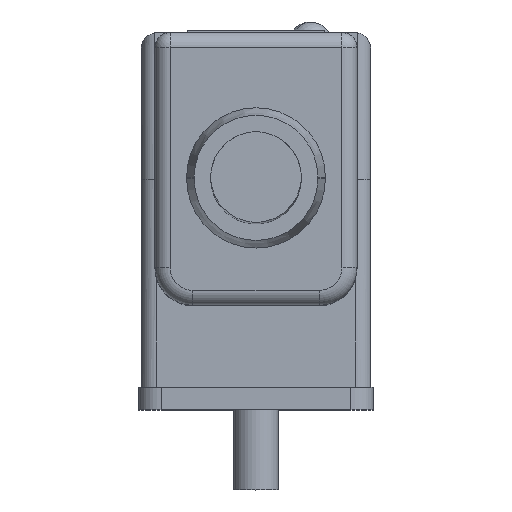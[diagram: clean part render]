
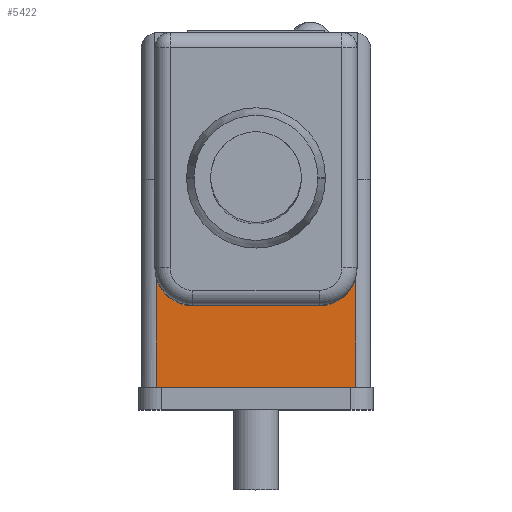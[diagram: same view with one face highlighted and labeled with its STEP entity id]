
A CAD part, top view. The second image highlights one B-rep face of the part: STEP entity #5422.
In plain terms, the highlighted planar face has unit normal (0, 0, 1).
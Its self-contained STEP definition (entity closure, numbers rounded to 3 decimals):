
#16 = VERTEX_POINT ( 'NONE', #15507 ) ;
#86 = CARTESIAN_POINT ( 'NONE',  ( -7.6, -9.4, 7.6 ) ) ;
#105 = EDGE_CURVE ( 'NONE', #13033, #11196, #10181, .T. ) ;
#1050 = VERTEX_POINT ( 'NONE', #4029 ) ;
#2192 = VERTEX_POINT ( 'NONE', #6499 ) ;
#2624 = LINE ( 'NONE', #12218, #10737 ) ;
#2789 = EDGE_CURVE ( 'NONE', #15045, #16, #12898, .T. ) ;
#3894 = DIRECTION ( 'NONE',  ( 1., 0., 0. ) ) ;
#4029 = CARTESIAN_POINT ( 'NONE',  ( -6.6, -14.8, 7.6 ) ) ;
#4348 = EDGE_CURVE ( 'NONE', #1050, #2192, #15517, .T. ) ;
#4442 = EDGE_CURVE ( 'NONE', #13033, #15045, #11030, .T. ) ;
#5267 = DIRECTION ( 'NONE',  ( -1., 0., 0. ) ) ;
#5422 = ADVANCED_FACE ( 'NONE', ( #13038 ), #15505, .T. ) ;
#5651 = AXIS2_PLACEMENT_3D ( 'NONE', #11498, #12975, #3894 ) ;
#5939 = VECTOR ( 'NONE', #6594, 1000. ) ;
#6499 = CARTESIAN_POINT ( 'NONE',  ( -6.6, -7.6, 7.6 ) ) ;
#6594 = DIRECTION ( 'NONE',  ( 0., -1., 0. ) ) ;
#6858 = DIRECTION ( 'NONE',  ( 0., 1., 0. ) ) ;
#7366 = ORIENTED_EDGE ( 'NONE', *, *, #4442, .T. ) ;
#9086 = DIRECTION ( 'NONE',  ( 0., 0., 1. ) ) ;
#9784 = ORIENTED_EDGE ( 'NONE', *, *, #4348, .F. ) ;
#10181 = LINE ( 'NONE', #14330, #5939 ) ;
#10367 = ORIENTED_EDGE ( 'NONE', *, *, #105, .F. ) ;
#10543 = CARTESIAN_POINT ( 'NONE',  ( 4.2, -9.4, 7.6 ) ) ;
#10603 = AXIS2_PLACEMENT_3D ( 'NONE', #12991, #9086, #14266 ) ;
#10737 = VECTOR ( 'NONE', #13374, 1000. ) ;
#10901 = DIRECTION ( 'NONE',  ( 1., 0., 0. ) ) ;
#11014 = CARTESIAN_POINT ( 'NONE',  ( 4.2, -6.9, 7.6 ) ) ;
#11030 = CIRCLE ( 'NONE', #16576, 2.5 ) ;
#11196 = VERTEX_POINT ( 'NONE', #15016 ) ;
#11498 = CARTESIAN_POINT ( 'NONE',  ( -4.2, -6.9, 7.6 ) ) ;
#11634 = ORIENTED_EDGE ( 'NONE', *, *, #16140, .T. ) ;
#11927 = CARTESIAN_POINT ( 'NONE',  ( 6.6, -7.6, 7.6 ) ) ;
#12081 = DIRECTION ( 'NONE',  ( 0., 0., -1. ) ) ;
#12218 = CARTESIAN_POINT ( 'NONE',  ( 0., -14.8, 7.6 ) ) ;
#12269 = ORIENTED_EDGE ( 'NONE', *, *, #2789, .T. ) ;
#12845 = EDGE_LOOP ( 'NONE', ( #7366, #12269, #11634, #9784, #12969, #10367 ) ) ;
#12898 = LINE ( 'NONE', #86, #13707 ) ;
#12969 = ORIENTED_EDGE ( 'NONE', *, *, #14174, .T. ) ;
#12975 = DIRECTION ( 'NONE',  ( 0., 0., -1. ) ) ;
#12991 = CARTESIAN_POINT ( 'NONE',  ( -7.6, 0., 7.6 ) ) ;
#13033 = VERTEX_POINT ( 'NONE', #11927 ) ;
#13038 = FACE_OUTER_BOUND ( 'NONE', #12845, .T. ) ;
#13374 = DIRECTION ( 'NONE',  ( 1., 0., 0. ) ) ;
#13707 = VECTOR ( 'NONE', #5267, 1000. ) ;
#13906 = VECTOR ( 'NONE', #6858, 1000. ) ;
#14174 = EDGE_CURVE ( 'NONE', #1050, #11196, #2624, .T. ) ;
#14266 = DIRECTION ( 'NONE',  ( 1., 0., 0. ) ) ;
#14330 = CARTESIAN_POINT ( 'NONE',  ( 6.6, -0.934, 7.6 ) ) ;
#15016 = CARTESIAN_POINT ( 'NONE',  ( 6.6, -14.8, 7.6 ) ) ;
#15045 = VERTEX_POINT ( 'NONE', #10543 ) ;
#15505 = PLANE ( 'NONE',  #10603 ) ;
#15507 = CARTESIAN_POINT ( 'NONE',  ( -4.2, -9.4, 7.6 ) ) ;
#15517 = LINE ( 'NONE', #15878, #13906 ) ;
#15878 = CARTESIAN_POINT ( 'NONE',  ( -6.6, -0.934, 7.6 ) ) ;
#16140 = EDGE_CURVE ( 'NONE', #16, #2192, #16332, .T. ) ;
#16332 = CIRCLE ( 'NONE', #5651, 2.5 ) ;
#16576 = AXIS2_PLACEMENT_3D ( 'NONE', #11014, #12081, #10901 ) ;
